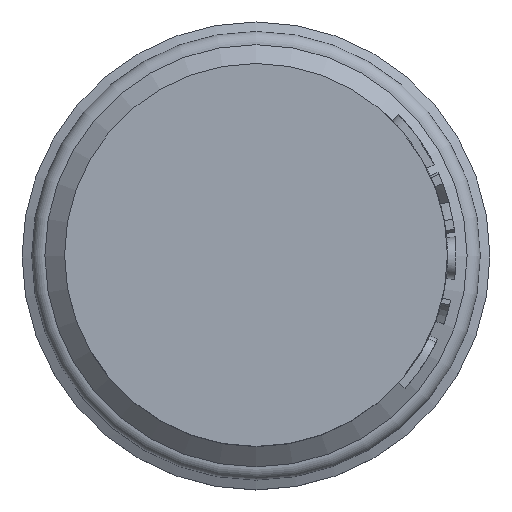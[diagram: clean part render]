
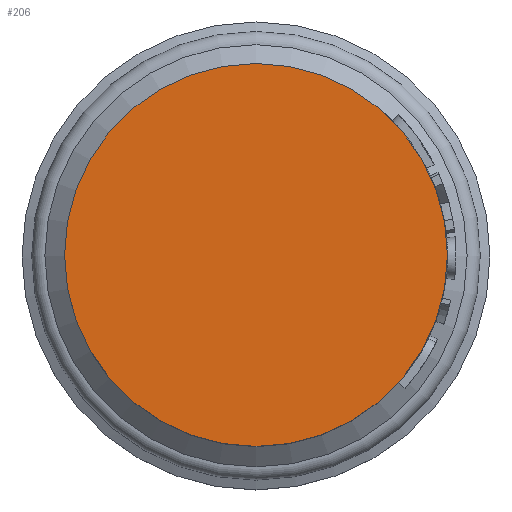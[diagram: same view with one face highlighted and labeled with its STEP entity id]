
A CAD part, top view. The second image highlights one B-rep face of the part: STEP entity #206.
In plain terms, the highlighted planar face has unit normal (0, 0, 1).
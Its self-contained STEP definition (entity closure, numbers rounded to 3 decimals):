
#206 = ADVANCED_FACE( '', ( #436 ), #437, .F. );
#436 = FACE_OUTER_BOUND( '', #2240, .T. );
#437 = PLANE( '', #2241 );
#2240 = EDGE_LOOP( '', ( #2665 ) );
#2241 = AXIS2_PLACEMENT_3D( '', #2666, #2667, #2668 );
#2665 = ORIENTED_EDGE( '', *, *, #2828, .T. );
#2666 = CARTESIAN_POINT( '', ( 1.9, 0., 0. ) );
#2667 = DIRECTION( '', ( 0., 0., -1. ) );
#2668 = DIRECTION( '', ( 0., -1., 0. ) );
#2828 = EDGE_CURVE( '', #3091, #3091, #3092, .T. );
#3091 = VERTEX_POINT( '', #4082 );
#3092 = CIRCLE( '', #4083, 4.5 );
#4082 = CARTESIAN_POINT( '', ( 4.5, 0., 0. ) );
#4083 = AXIS2_PLACEMENT_3D( '', #4293, #4294, #4295 );
#4293 = CARTESIAN_POINT( '', ( 0., 0., 0. ) );
#4294 = DIRECTION( '', ( 0., 0., 1. ) );
#4295 = DIRECTION( '', ( 1., 0., 0. ) );
